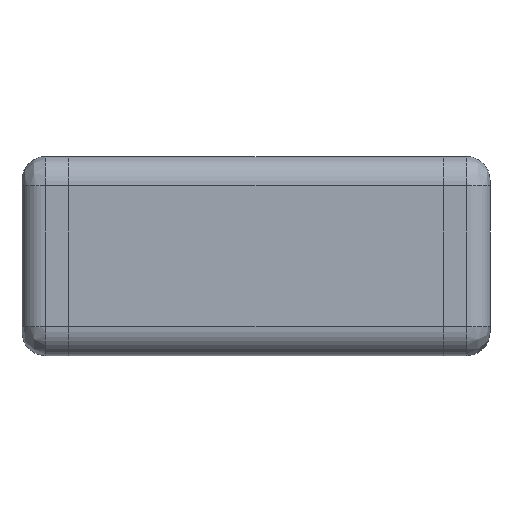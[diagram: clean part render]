
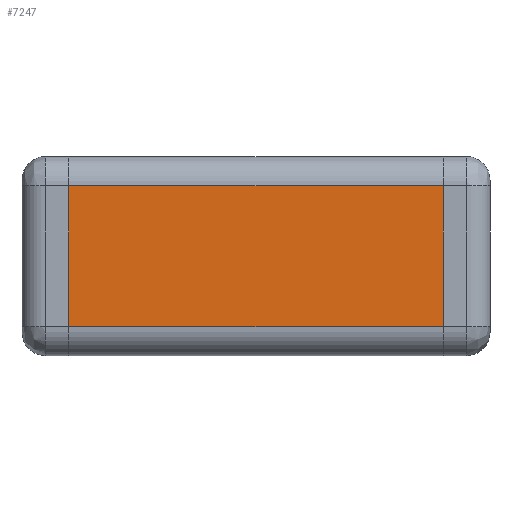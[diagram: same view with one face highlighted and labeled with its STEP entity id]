
A CAD part, front view. The second image highlights one B-rep face of the part: STEP entity #7247.
In plain terms, the highlighted planar face has unit normal (0, -1, 0).
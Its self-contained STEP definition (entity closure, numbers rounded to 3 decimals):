
#1670 = PLANE('',#1671);
#1671 = AXIS2_PLACEMENT_3D('',#1672,#1673,#1674);
#1672 = CARTESIAN_POINT('',(2.,-1.245,0.));
#1673 = DIRECTION('',(0.,1.,0.));
#1674 = DIRECTION('',(-1.,0.,0.));
#1688 = VERTEX_POINT('',#1689);
#1689 = CARTESIAN_POINT('',(1.6,-1.245,0.249));
#1769 = CYLINDRICAL_SURFACE('',#1770,0.249);
#1770 = AXIS2_PLACEMENT_3D('',#1771,#1772,#1773);
#1771 = CARTESIAN_POINT('',(1.6,-0.996,0.249));
#1772 = DIRECTION('',(1.,0.,0.));
#1773 = DIRECTION('',(0.,1.,0.));
#2258 = VERTEX_POINT('',#2259);
#2259 = CARTESIAN_POINT('',(1.6,-1.245,1.453));
#2296 = CYLINDRICAL_SURFACE('',#2297,0.249);
#2297 = AXIS2_PLACEMENT_3D('',#2298,#2299,#2300);
#2298 = CARTESIAN_POINT('',(-1.6,-0.996,1.453));
#2299 = DIRECTION('',(-1.,0.,0.));
#2300 = DIRECTION('',(0.,-1.,0.));
#2357 = EDGE_CURVE('',#1688,#2258,#2358,.T.);
#2358 = SURFACE_CURVE('',#2359,(#2363,#2370),.PCURVE_S1.);
#2359 = LINE('',#2360,#2361);
#2360 = CARTESIAN_POINT('',(1.6,-1.245,1.702));
#2361 = VECTOR('',#2362,1.);
#2362 = DIRECTION('',(0.,0.,1.));
#2363 = PCURVE('',#1670,#2364);
#2364 = DEFINITIONAL_REPRESENTATION('',(#2365),#2369);
#2365 = LINE('',#2366,#2367);
#2366 = CARTESIAN_POINT('',(0.4,1.702));
#2367 = VECTOR('',#2368,1.);
#2368 = DIRECTION('',(0.,1.));
#2369 = ( GEOMETRIC_REPRESENTATION_CONTEXT(2) 
PARAMETRIC_REPRESENTATION_CONTEXT() REPRESENTATION_CONTEXT('2D SPACE',''
  ) );
#2370 = PCURVE('',#2371,#2376);
#2371 = PLANE('',#2372);
#2372 = AXIS2_PLACEMENT_3D('',#2373,#2374,#2375);
#2373 = CARTESIAN_POINT('',(1.6,-1.245,1.702));
#2374 = DIRECTION('',(0.,1.,0.));
#2375 = DIRECTION('',(-1.,0.,0.));
#2376 = DEFINITIONAL_REPRESENTATION('',(#2377),#2381);
#2377 = LINE('',#2378,#2379);
#2378 = CARTESIAN_POINT('',(0.,0.));
#2379 = VECTOR('',#2380,1.);
#2380 = DIRECTION('',(0.,1.));
#2381 = ( GEOMETRIC_REPRESENTATION_CONTEXT(2) 
PARAMETRIC_REPRESENTATION_CONTEXT() REPRESENTATION_CONTEXT('2D SPACE',''
  ) );
#2388 = EDGE_CURVE('',#1688,#2389,#2391,.T.);
#2389 = VERTEX_POINT('',#2390);
#2390 = CARTESIAN_POINT('',(-1.6,-1.245,0.249));
#2391 = SURFACE_CURVE('',#2392,(#2396,#2425),.PCURVE_S1.);
#2392 = LINE('',#2393,#2394);
#2393 = CARTESIAN_POINT('',(1.6,-1.245,0.249));
#2394 = VECTOR('',#2395,1.);
#2395 = DIRECTION('',(-1.,0.,0.));
#2396 = PCURVE('',#1769,#2397);
#2397 = DEFINITIONAL_REPRESENTATION('',(#2398),#2424);
#2398 = B_SPLINE_CURVE_WITH_KNOTS('',3,(#2399,#2400,#2401,#2402,#2403,
    #2404,#2405,#2406,#2407,#2408,#2409,#2410,#2411,#2412,#2413,#2414,
    #2415,#2416,#2417,#2418,#2419,#2420,#2421,#2422,#2423),
  .UNSPECIFIED.,.F.,.F.,(4,1,1,1,1,1,1,1,1,1,1,1,1,1,1,1,1,1,1,1,1,1,4),
  (0.,0.145,0.291,0.436,0.582,
    0.727,0.873,1.018,1.164,
    1.309,1.455,1.6,1.746,1.891,
    2.037,2.182,2.328,2.473,
    2.619,2.764,2.909,3.055,3.2),
  .UNSPECIFIED.);
#2399 = CARTESIAN_POINT('',(3.142,0.));
#2400 = CARTESIAN_POINT('',(3.142,-0.048));
#2401 = CARTESIAN_POINT('',(3.142,-0.145));
#2402 = CARTESIAN_POINT('',(3.142,-0.291));
#2403 = CARTESIAN_POINT('',(3.142,-0.436));
#2404 = CARTESIAN_POINT('',(3.142,-0.582));
#2405 = CARTESIAN_POINT('',(3.142,-0.727));
#2406 = CARTESIAN_POINT('',(3.142,-0.873));
#2407 = CARTESIAN_POINT('',(3.142,-1.018));
#2408 = CARTESIAN_POINT('',(3.142,-1.164));
#2409 = CARTESIAN_POINT('',(3.142,-1.309));
#2410 = CARTESIAN_POINT('',(3.142,-1.455));
#2411 = CARTESIAN_POINT('',(3.142,-1.6));
#2412 = CARTESIAN_POINT('',(3.142,-1.746));
#2413 = CARTESIAN_POINT('',(3.142,-1.891));
#2414 = CARTESIAN_POINT('',(3.142,-2.037));
#2415 = CARTESIAN_POINT('',(3.142,-2.182));
#2416 = CARTESIAN_POINT('',(3.142,-2.328));
#2417 = CARTESIAN_POINT('',(3.142,-2.473));
#2418 = CARTESIAN_POINT('',(3.142,-2.619));
#2419 = CARTESIAN_POINT('',(3.142,-2.764));
#2420 = CARTESIAN_POINT('',(3.142,-2.909));
#2421 = CARTESIAN_POINT('',(3.142,-3.055));
#2422 = CARTESIAN_POINT('',(3.142,-3.152));
#2423 = CARTESIAN_POINT('',(3.142,-3.2));
#2424 = ( GEOMETRIC_REPRESENTATION_CONTEXT(2) 
PARAMETRIC_REPRESENTATION_CONTEXT() REPRESENTATION_CONTEXT('2D SPACE',''
  ) );
#2425 = PCURVE('',#2371,#2426);
#2426 = DEFINITIONAL_REPRESENTATION('',(#2427),#2431);
#2427 = LINE('',#2428,#2429);
#2428 = CARTESIAN_POINT('',(0.,-1.453));
#2429 = VECTOR('',#2430,1.);
#2430 = DIRECTION('',(1.,0.));
#2431 = ( GEOMETRIC_REPRESENTATION_CONTEXT(2) 
PARAMETRIC_REPRESENTATION_CONTEXT() REPRESENTATION_CONTEXT('2D SPACE',''
  ) );
#7155 = VERTEX_POINT('',#7156);
#7156 = CARTESIAN_POINT('',(-1.6,-1.245,1.453));
#7205 = EDGE_CURVE('',#7155,#2258,#7206,.T.);
#7206 = SURFACE_CURVE('',#7207,(#7211,#7240),.PCURVE_S1.);
#7207 = LINE('',#7208,#7209);
#7208 = CARTESIAN_POINT('',(1.6,-1.245,1.453));
#7209 = VECTOR('',#7210,1.);
#7210 = DIRECTION('',(1.,0.,0.));
#7211 = PCURVE('',#2296,#7212);
#7212 = DEFINITIONAL_REPRESENTATION('',(#7213),#7239);
#7213 = B_SPLINE_CURVE_WITH_KNOTS('',3,(#7214,#7215,#7216,#7217,#7218,
    #7219,#7220,#7221,#7222,#7223,#7224,#7225,#7226,#7227,#7228,#7229,
    #7230,#7231,#7232,#7233,#7234,#7235,#7236,#7237,#7238),
  .UNSPECIFIED.,.F.,.F.,(4,1,1,1,1,1,1,1,1,1,1,1,1,1,1,1,1,1,1,1,1,1,4),
  (-3.2,-3.055,-2.909,-2.764,
    -2.619,-2.473,-2.328,-2.182,
    -2.037,-1.891,-1.746,-1.6,
    -1.455,-1.309,-1.164,-1.018,
    -0.873,-0.727,-0.582,-0.436,
    -0.291,-0.145,0.),.UNSPECIFIED.);
#7214 = CARTESIAN_POINT('',(0.,0.));
#7215 = CARTESIAN_POINT('',(0.,-0.048));
#7216 = CARTESIAN_POINT('',(0.,-0.145));
#7217 = CARTESIAN_POINT('',(0.,-0.291));
#7218 = CARTESIAN_POINT('',(0.,-0.436));
#7219 = CARTESIAN_POINT('',(0.,-0.582));
#7220 = CARTESIAN_POINT('',(0.,-0.727));
#7221 = CARTESIAN_POINT('',(0.,-0.873));
#7222 = CARTESIAN_POINT('',(0.,-1.018));
#7223 = CARTESIAN_POINT('',(0.,-1.164));
#7224 = CARTESIAN_POINT('',(0.,-1.309));
#7225 = CARTESIAN_POINT('',(0.,-1.455));
#7226 = CARTESIAN_POINT('',(0.,-1.6));
#7227 = CARTESIAN_POINT('',(0.,-1.746));
#7228 = CARTESIAN_POINT('',(0.,-1.891));
#7229 = CARTESIAN_POINT('',(0.,-2.037));
#7230 = CARTESIAN_POINT('',(0.,-2.182));
#7231 = CARTESIAN_POINT('',(0.,-2.328));
#7232 = CARTESIAN_POINT('',(0.,-2.473));
#7233 = CARTESIAN_POINT('',(0.,-2.619));
#7234 = CARTESIAN_POINT('',(0.,-2.764));
#7235 = CARTESIAN_POINT('',(0.,-2.909));
#7236 = CARTESIAN_POINT('',(0.,-3.055));
#7237 = CARTESIAN_POINT('',(0.,-3.152));
#7238 = CARTESIAN_POINT('',(0.,-3.2));
#7239 = ( GEOMETRIC_REPRESENTATION_CONTEXT(2) 
PARAMETRIC_REPRESENTATION_CONTEXT() REPRESENTATION_CONTEXT('2D SPACE',''
  ) );
#7240 = PCURVE('',#2371,#7241);
#7241 = DEFINITIONAL_REPRESENTATION('',(#7242),#7246);
#7242 = LINE('',#7243,#7244);
#7243 = CARTESIAN_POINT('',(0.,-0.249));
#7244 = VECTOR('',#7245,1.);
#7245 = DIRECTION('',(-1.,0.));
#7246 = ( GEOMETRIC_REPRESENTATION_CONTEXT(2) 
PARAMETRIC_REPRESENTATION_CONTEXT() REPRESENTATION_CONTEXT('2D SPACE',''
  ) );
#7247 = ADVANCED_FACE('',(#7248),#2371,.F.);
#7248 = FACE_BOUND('',#7249,.F.);
#7249 = EDGE_LOOP('',(#7250,#7251,#7277,#7278));
#7250 = ORIENTED_EDGE('',*,*,#2388,.T.);
#7251 = ORIENTED_EDGE('',*,*,#7252,.T.);
#7252 = EDGE_CURVE('',#2389,#7155,#7253,.T.);
#7253 = SURFACE_CURVE('',#7254,(#7258,#7265),.PCURVE_S1.);
#7254 = LINE('',#7255,#7256);
#7255 = CARTESIAN_POINT('',(-1.6,-1.245,0.));
#7256 = VECTOR('',#7257,1.);
#7257 = DIRECTION('',(0.,0.,1.));
#7258 = PCURVE('',#2371,#7259);
#7259 = DEFINITIONAL_REPRESENTATION('',(#7260),#7264);
#7260 = LINE('',#7261,#7262);
#7261 = CARTESIAN_POINT('',(3.2,-1.702));
#7262 = VECTOR('',#7263,1.);
#7263 = DIRECTION('',(0.,1.));
#7264 = ( GEOMETRIC_REPRESENTATION_CONTEXT(2) 
PARAMETRIC_REPRESENTATION_CONTEXT() REPRESENTATION_CONTEXT('2D SPACE',''
  ) );
#7265 = PCURVE('',#7266,#7271);
#7266 = PLANE('',#7267);
#7267 = AXIS2_PLACEMENT_3D('',#7268,#7269,#7270);
#7268 = CARTESIAN_POINT('',(-2.,-1.245,1.702));
#7269 = DIRECTION('',(0.,1.,0.));
#7270 = DIRECTION('',(0.,0.,-1.));
#7271 = DEFINITIONAL_REPRESENTATION('',(#7272),#7276);
#7272 = LINE('',#7273,#7274);
#7273 = CARTESIAN_POINT('',(1.702,-0.4));
#7274 = VECTOR('',#7275,1.);
#7275 = DIRECTION('',(-1.,0.));
#7276 = ( GEOMETRIC_REPRESENTATION_CONTEXT(2) 
PARAMETRIC_REPRESENTATION_CONTEXT() REPRESENTATION_CONTEXT('2D SPACE',''
  ) );
#7277 = ORIENTED_EDGE('',*,*,#7205,.T.);
#7278 = ORIENTED_EDGE('',*,*,#2357,.F.);
